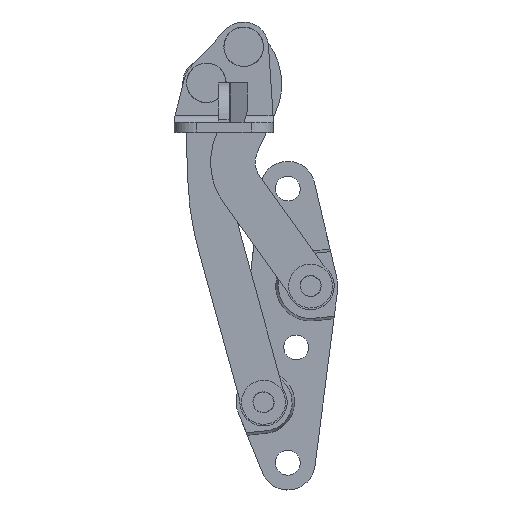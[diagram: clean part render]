
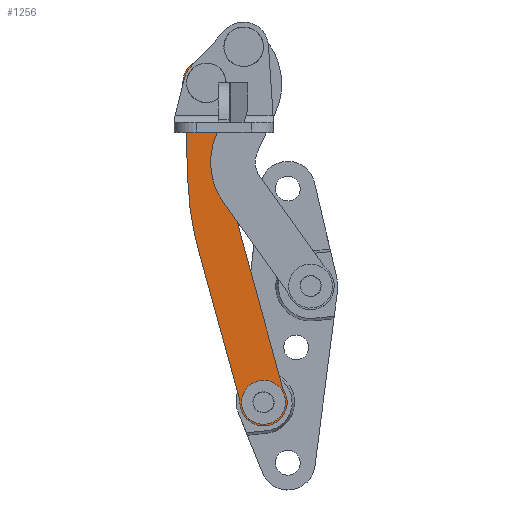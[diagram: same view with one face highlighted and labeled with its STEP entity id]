
A CAD part, top view. The second image highlights one B-rep face of the part: STEP entity #1256.
In plain terms, the highlighted face is planar.
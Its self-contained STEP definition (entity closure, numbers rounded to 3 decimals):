
#24 = CARTESIAN_POINT ( 'NONE',  ( -130., 3., -21.5 ) ) ;
#134 = CIRCLE ( 'NONE', #3144, 9.5 ) ;
#141 = DIRECTION ( 'NONE',  ( 0., 0., 1. ) ) ;
#149 = VERTEX_POINT ( 'NONE', #2146 ) ;
#220 = ORIENTED_EDGE ( 'NONE', *, *, #1759, .T. ) ;
#277 = AXIS2_PLACEMENT_3D ( 'NONE', #2252, #6198, #4498 ) ;
#280 = DIRECTION ( 'NONE',  ( -1., 0., 0. ) ) ;
#303 = CARTESIAN_POINT ( 'NONE',  ( -124.996, 3., -20.075 ) ) ;
#312 = AXIS2_PLACEMENT_3D ( 'NONE', #5036, #6118, #5527 ) ;
#368 = CARTESIAN_POINT ( 'NONE',  ( -65.739, 3., 9. ) ) ;
#483 = LINE ( 'NONE', #3882, #1276 ) ;
#543 = CARTESIAN_POINT ( 'NONE',  ( 0., 3., 0. ) ) ;
#548 = DIRECTION ( 'NONE',  ( 0., -1., 0. ) ) ;
#586 = VERTEX_POINT ( 'NONE', #5263 ) ;
#626 = ORIENTED_EDGE ( 'NONE', *, *, #4322, .T. ) ;
#645 = LINE ( 'NONE', #2116, #5437 ) ;
#674 = DIRECTION ( 'NONE',  ( 0., 1., 0. ) ) ;
#765 = ORIENTED_EDGE ( 'NONE', *, *, #1653, .T. ) ;
#768 = PLANE ( 'NONE',  #3181 ) ;
#835 = CARTESIAN_POINT ( 'NONE',  ( 0., 3., 9.5 ) ) ;
#840 = AXIS2_PLACEMENT_3D ( 'NONE', #2053, #5464, #3289 ) ;
#845 = ORIENTED_EDGE ( 'NONE', *, *, #7248, .T. ) ;
#861 = EDGE_CURVE ( 'NONE', #6859, #5377, #4841, .T. ) ;
#864 = ORIENTED_EDGE ( 'NONE', *, *, #2838, .F. ) ;
#878 = VERTEX_POINT ( 'NONE', #2680 ) ;
#896 = CARTESIAN_POINT ( 'NONE',  ( -130., 3., -12. ) ) ;
#1015 = CIRCLE ( 'NONE', #840, 9.5 ) ;
#1052 = EDGE_CURVE ( 'NONE', #6102, #4453, #1321, .T. ) ;
#1118 = AXIS2_PLACEMENT_3D ( 'NONE', #4977, #2794, #5561 ) ;
#1237 = EDGE_LOOP ( 'NONE', ( #4865, #765, #626, #4625, #2396, #6980, #5359, #5387, #1474, #845, #2380, #220 ) ) ;
#1238 = DIRECTION ( 'NONE',  ( 0., 0., 1. ) ) ;
#1256 = ADVANCED_FACE ( 'NONE', ( #5153, #2191, #1846 ), #768, .T. ) ;
#1276 = VECTOR ( 'NONE', #4912, 1000. ) ;
#1315 = CARTESIAN_POINT ( 'NONE',  ( -130., 3., -12. ) ) ;
#1321 = LINE ( 'NONE', #4502, #4041 ) ;
#1474 = ORIENTED_EDGE ( 'NONE', *, *, #6188, .T. ) ;
#1549 = ORIENTED_EDGE ( 'NONE', *, *, #7031, .F. ) ;
#1558 = EDGE_LOOP ( 'NONE', ( #4358, #1549 ) ) ;
#1570 = CARTESIAN_POINT ( 'NONE',  ( -130., 3., -12. ) ) ;
#1614 = CARTESIAN_POINT ( 'NONE',  ( -65.739, 3., -111. ) ) ;
#1628 = AXIS2_PLACEMENT_3D ( 'NONE', #896, #3187, #2559 ) ;
#1653 = EDGE_CURVE ( 'NONE', #1780, #586, #5770, .T. ) ;
#1684 = CARTESIAN_POINT ( 'NONE',  ( -3.041, 3., 9. ) ) ;
#1712 = AXIS2_PLACEMENT_3D ( 'NONE', #1614, #548, #5519 ) ;
#1731 = CARTESIAN_POINT ( 'NONE',  ( 0., 3., 0. ) ) ;
#1735 = EDGE_CURVE ( 'NONE', #5866, #878, #3592, .T. ) ;
#1759 = EDGE_CURVE ( 'NONE', #878, #3235, #4713, .T. ) ;
#1780 = VERTEX_POINT ( 'NONE', #24 ) ;
#1788 = CIRCLE ( 'NONE', #312, 5.5 ) ;
#1846 = FACE_BOUND ( 'NONE', #6791, .T. ) ;
#2053 = CARTESIAN_POINT ( 'NONE',  ( -130., 3., -12. ) ) ;
#2107 = ORIENTED_EDGE ( 'NONE', *, *, #861, .F. ) ;
#2116 = CARTESIAN_POINT ( 'NONE',  ( -65.739, 3., -9. ) ) ;
#2146 = CARTESIAN_POINT ( 'NONE',  ( 0., 3., -9.5 ) ) ;
#2160 = DIRECTION ( 'NONE',  ( 0., 1., 0. ) ) ;
#2175 = VERTEX_POINT ( 'NONE', #5293 ) ;
#2186 = CARTESIAN_POINT ( 'NONE',  ( -129.08, 3., -2.545 ) ) ;
#2191 = FACE_OUTER_BOUND ( 'NONE', #1237, .T. ) ;
#2218 = CARTESIAN_POINT ( 'NONE',  ( -130., 3., -6.5 ) ) ;
#2252 = CARTESIAN_POINT ( 'NONE',  ( 0., 3., 0. ) ) ;
#2380 = ORIENTED_EDGE ( 'NONE', *, *, #1735, .T. ) ;
#2396 = ORIENTED_EDGE ( 'NONE', *, *, #4096, .T. ) ;
#2454 = AXIS2_PLACEMENT_3D ( 'NONE', #543, #6706, #4446 ) ;
#2559 = DIRECTION ( 'NONE',  ( 0., 0., 1. ) ) ;
#2569 = AXIS2_PLACEMENT_3D ( 'NONE', #4941, #2160, #5502 ) ;
#2584 = CIRCLE ( 'NONE', #277, 9.5 ) ;
#2680 = CARTESIAN_POINT ( 'NONE',  ( -88.886, 3., -11.661 ) ) ;
#2724 = DIRECTION ( 'NONE',  ( -0.974, 0., -0.227 ) ) ;
#2763 = CIRCLE ( 'NONE', #1118, 120. ) ;
#2794 = DIRECTION ( 'NONE',  ( 0., 1., 0. ) ) ;
#2838 = EDGE_CURVE ( 'NONE', #5377, #6859, #6171, .T. ) ;
#2841 = CIRCLE ( 'NONE', #3191, 5.5 ) ;
#2927 = DIRECTION ( 'NONE',  ( 0., 1., 0. ) ) ;
#3144 = AXIS2_PLACEMENT_3D ( 'NONE', #6012, #5520, #6624 ) ;
#3181 = AXIS2_PLACEMENT_3D ( 'NONE', #1315, #674, #1238 ) ;
#3187 = DIRECTION ( 'NONE',  ( 0., 1., 0. ) ) ;
#3191 = AXIS2_PLACEMENT_3D ( 'NONE', #1731, #5635, #141 ) ;
#3197 = CARTESIAN_POINT ( 'NONE',  ( -130., 3., -17.5 ) ) ;
#3235 = VERTEX_POINT ( 'NONE', #303 ) ;
#3289 = DIRECTION ( 'NONE',  ( 0., 0., 1. ) ) ;
#3387 = AXIS2_PLACEMENT_3D ( 'NONE', #3543, #2927, #6833 ) ;
#3543 = CARTESIAN_POINT ( 'NONE',  ( -130., 3., -12. ) ) ;
#3567 = AXIS2_PLACEMENT_3D ( 'NONE', #1570, #4983, #5492 ) ;
#3592 = CIRCLE ( 'NONE', #1712, 102. ) ;
#3620 = CARTESIAN_POINT ( 'NONE',  ( 0., 3., 5.5 ) ) ;
#3741 = VERTEX_POINT ( 'NONE', #1684 ) ;
#3880 = CARTESIAN_POINT ( 'NONE',  ( -124.996, 3., -20.075 ) ) ;
#3882 = CARTESIAN_POINT ( 'NONE',  ( -3.041, 3., 9. ) ) ;
#4041 = VECTOR ( 'NONE', #4555, 1000. ) ;
#4096 = EDGE_CURVE ( 'NONE', #4453, #5146, #2763, .T. ) ;
#4315 = CIRCLE ( 'NONE', #2454, 9.5 ) ;
#4322 = EDGE_CURVE ( 'NONE', #586, #6102, #1015, .T. ) ;
#4358 = ORIENTED_EDGE ( 'NONE', *, *, #5391, .F. ) ;
#4446 = DIRECTION ( 'NONE',  ( 0., 0., 1. ) ) ;
#4453 = VERTEX_POINT ( 'NONE', #4754 ) ;
#4498 = DIRECTION ( 'NONE',  ( 0., 0., 1. ) ) ;
#4502 = CARTESIAN_POINT ( 'NONE',  ( -92.971, 3., 5.869 ) ) ;
#4555 = DIRECTION ( 'NONE',  ( 0.974, 0., 0.227 ) ) ;
#4625 = ORIENTED_EDGE ( 'NONE', *, *, #1052, .T. ) ;
#4713 = LINE ( 'NONE', #3880, #4882 ) ;
#4754 = CARTESIAN_POINT ( 'NONE',  ( -92.971, 3., 5.869 ) ) ;
#4841 = CIRCLE ( 'NONE', #2569, 5.5 ) ;
#4865 = ORIENTED_EDGE ( 'NONE', *, *, #5661, .T. ) ;
#4882 = VECTOR ( 'NONE', #2724, 1000. ) ;
#4912 = DIRECTION ( 'NONE',  ( 1., 0., 0. ) ) ;
#4941 = CARTESIAN_POINT ( 'NONE',  ( -130., 3., -12. ) ) ;
#4977 = CARTESIAN_POINT ( 'NONE',  ( -65.739, 3., -111. ) ) ;
#4983 = DIRECTION ( 'NONE',  ( 0., 1., 0. ) ) ;
#5036 = CARTESIAN_POINT ( 'NONE',  ( 0., 3., 0. ) ) ;
#5078 = CARTESIAN_POINT ( 'NONE',  ( 0., 3., -5.5 ) ) ;
#5146 = VERTEX_POINT ( 'NONE', #368 ) ;
#5153 = FACE_BOUND ( 'NONE', #1558, .T. ) ;
#5263 = CARTESIAN_POINT ( 'NONE',  ( -130., 3., -2.5 ) ) ;
#5285 = CIRCLE ( 'NONE', #3387, 9.5 ) ;
#5293 = CARTESIAN_POINT ( 'NONE',  ( -3.041, 3., -9. ) ) ;
#5359 = ORIENTED_EDGE ( 'NONE', *, *, #6050, .T. ) ;
#5377 = VERTEX_POINT ( 'NONE', #3197 ) ;
#5387 = ORIENTED_EDGE ( 'NONE', *, *, #6795, .T. ) ;
#5391 = EDGE_CURVE ( 'NONE', #6261, #7244, #1788, .T. ) ;
#5437 = VECTOR ( 'NONE', #280, 1000. ) ;
#5464 = DIRECTION ( 'NONE',  ( 0., 1., 0. ) ) ;
#5492 = DIRECTION ( 'NONE',  ( 0., 0., 1. ) ) ;
#5502 = DIRECTION ( 'NONE',  ( 0., 0., 1. ) ) ;
#5519 = DIRECTION ( 'NONE',  ( 0., 0., 1. ) ) ;
#5520 = DIRECTION ( 'NONE',  ( 0., 1., 0. ) ) ;
#5527 = DIRECTION ( 'NONE',  ( 0., 0., 1. ) ) ;
#5561 = DIRECTION ( 'NONE',  ( 0., 0., 1. ) ) ;
#5635 = DIRECTION ( 'NONE',  ( 0., 1., 0. ) ) ;
#5661 = EDGE_CURVE ( 'NONE', #3235, #1780, #5285, .T. ) ;
#5770 = CIRCLE ( 'NONE', #3567, 9.5 ) ;
#5866 = VERTEX_POINT ( 'NONE', #7000 ) ;
#6012 = CARTESIAN_POINT ( 'NONE',  ( 0., 3., 0. ) ) ;
#6050 = EDGE_CURVE ( 'NONE', #3741, #6457, #134, .T. ) ;
#6094 = EDGE_CURVE ( 'NONE', #5146, #3741, #483, .T. ) ;
#6102 = VERTEX_POINT ( 'NONE', #2186 ) ;
#6118 = DIRECTION ( 'NONE',  ( 0., 1., 0. ) ) ;
#6171 = CIRCLE ( 'NONE', #1628, 5.5 ) ;
#6188 = EDGE_CURVE ( 'NONE', #149, #2175, #2584, .T. ) ;
#6198 = DIRECTION ( 'NONE',  ( 0., 1., 0. ) ) ;
#6261 = VERTEX_POINT ( 'NONE', #5078 ) ;
#6457 = VERTEX_POINT ( 'NONE', #835 ) ;
#6624 = DIRECTION ( 'NONE',  ( 0., 0., 1. ) ) ;
#6706 = DIRECTION ( 'NONE',  ( 0., 1., 0. ) ) ;
#6791 = EDGE_LOOP ( 'NONE', ( #864, #2107 ) ) ;
#6795 = EDGE_CURVE ( 'NONE', #6457, #149, #4315, .T. ) ;
#6833 = DIRECTION ( 'NONE',  ( 0., 0., 1. ) ) ;
#6859 = VERTEX_POINT ( 'NONE', #2218 ) ;
#6980 = ORIENTED_EDGE ( 'NONE', *, *, #6094, .T. ) ;
#7000 = CARTESIAN_POINT ( 'NONE',  ( -65.739, 3., -9. ) ) ;
#7031 = EDGE_CURVE ( 'NONE', #7244, #6261, #2841, .T. ) ;
#7244 = VERTEX_POINT ( 'NONE', #3620 ) ;
#7248 = EDGE_CURVE ( 'NONE', #2175, #5866, #645, .T. ) ;
